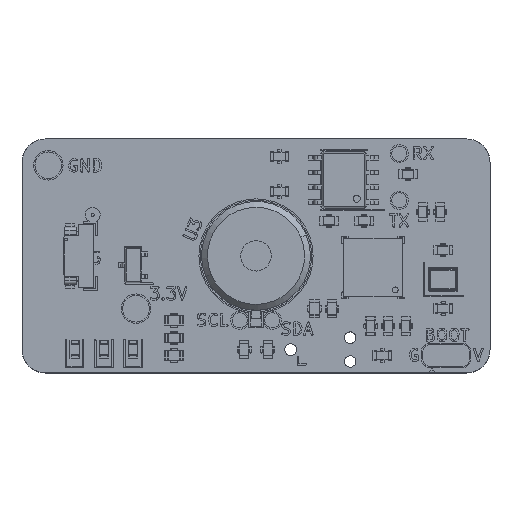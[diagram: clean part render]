
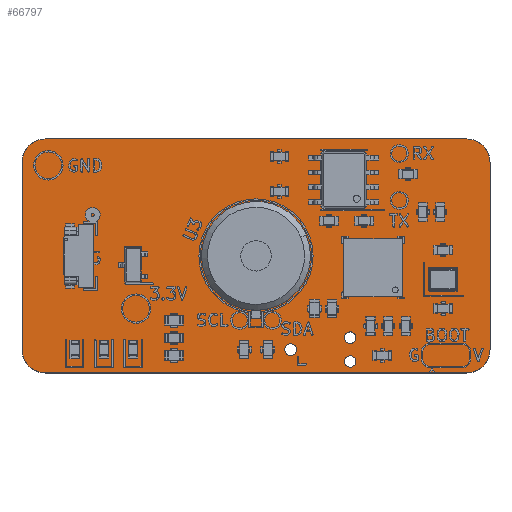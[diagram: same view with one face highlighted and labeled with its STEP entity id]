
A CAD part, top view. The second image highlights one B-rep face of the part: STEP entity #66797.
In plain terms, the highlighted planar face has unit normal (0, 0, 1).
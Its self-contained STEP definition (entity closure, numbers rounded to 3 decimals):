
#66797 = ADVANCED_FACE('',(#66798,#66932,#66943,#66954,#66965,#66976,
    #66987,#66998),#67009,.T.);
#66798 = FACE_BOUND('',#66799,.F.);
#66799 = EDGE_LOOP('',(#66800,#66811,#66819,#66827,#66835,#66844,#66852,
    #66860,#66868,#66877,#66885,#66893,#66901,#66910,#66918,#66926));
#66800 = ORIENTED_EDGE('',*,*,#66801,.T.);
#66801 = EDGE_CURVE('',#66802,#66804,#66806,.T.);
#66802 = VERTEX_POINT('',#66803);
#66803 = CARTESIAN_POINT('',(-19.997,8.143,1.56));
#66804 = VERTEX_POINT('',#66805);
#66805 = CARTESIAN_POINT('',(-18.143,9.997,1.56));
#66806 = CIRCLE('',#66807,2.003);
#66807 = AXIS2_PLACEMENT_3D('',#66808,#66809,#66810);
#66808 = CARTESIAN_POINT('',(-18.,8.,1.56));
#66809 = DIRECTION('',(0.,0.,-1.));
#66810 = DIRECTION('',(-0.997,0.071,0.));
#66811 = ORIENTED_EDGE('',*,*,#66812,.T.);
#66812 = EDGE_CURVE('',#66804,#66813,#66815,.T.);
#66813 = VERTEX_POINT('',#66814);
#66814 = CARTESIAN_POINT('',(-18.,10.,1.56));
#66815 = LINE('',#66816,#66817);
#66816 = CARTESIAN_POINT('',(-18.143,9.997,1.56));
#66817 = VECTOR('',#66818,1.);
#66818 = DIRECTION('',(1.,0.018,0.));
#66819 = ORIENTED_EDGE('',*,*,#66820,.T.);
#66820 = EDGE_CURVE('',#66813,#66821,#66823,.T.);
#66821 = VERTEX_POINT('',#66822);
#66822 = CARTESIAN_POINT('',(18.,10.,1.56));
#66823 = LINE('',#66824,#66825);
#66824 = CARTESIAN_POINT('',(-18.,10.,1.56));
#66825 = VECTOR('',#66826,1.);
#66826 = DIRECTION('',(1.,0.,0.));
#66827 = ORIENTED_EDGE('',*,*,#66828,.T.);
#66828 = EDGE_CURVE('',#66821,#66829,#66831,.T.);
#66829 = VERTEX_POINT('',#66830);
#66830 = CARTESIAN_POINT('',(18.143,9.997,1.56));
#66831 = LINE('',#66832,#66833);
#66832 = CARTESIAN_POINT('',(18.,10.,1.56));
#66833 = VECTOR('',#66834,1.);
#66834 = DIRECTION('',(1.,-0.018,0.));
#66835 = ORIENTED_EDGE('',*,*,#66836,.T.);
#66836 = EDGE_CURVE('',#66829,#66837,#66839,.T.);
#66837 = VERTEX_POINT('',#66838);
#66838 = CARTESIAN_POINT('',(19.997,8.143,1.56));
#66839 = CIRCLE('',#66840,2.003);
#66840 = AXIS2_PLACEMENT_3D('',#66841,#66842,#66843);
#66841 = CARTESIAN_POINT('',(18.,8.,1.56));
#66842 = DIRECTION('',(0.,0.,-1.));
#66843 = DIRECTION('',(0.071,0.997,0.));
#66844 = ORIENTED_EDGE('',*,*,#66845,.T.);
#66845 = EDGE_CURVE('',#66837,#66846,#66848,.T.);
#66846 = VERTEX_POINT('',#66847);
#66847 = CARTESIAN_POINT('',(20.,8.,1.56));
#66848 = LINE('',#66849,#66850);
#66849 = CARTESIAN_POINT('',(19.997,8.143,1.56));
#66850 = VECTOR('',#66851,1.);
#66851 = DIRECTION('',(0.018,-1.,0.));
#66852 = ORIENTED_EDGE('',*,*,#66853,.T.);
#66853 = EDGE_CURVE('',#66846,#66854,#66856,.T.);
#66854 = VERTEX_POINT('',#66855);
#66855 = CARTESIAN_POINT('',(20.,-8.,1.56));
#66856 = LINE('',#66857,#66858);
#66857 = CARTESIAN_POINT('',(20.,8.,1.56));
#66858 = VECTOR('',#66859,1.);
#66859 = DIRECTION('',(0.,-1.,0.));
#66860 = ORIENTED_EDGE('',*,*,#66861,.T.);
#66861 = EDGE_CURVE('',#66854,#66862,#66864,.T.);
#66862 = VERTEX_POINT('',#66863);
#66863 = CARTESIAN_POINT('',(19.997,-8.143,1.56));
#66864 = LINE('',#66865,#66866);
#66865 = CARTESIAN_POINT('',(20.,-8.,1.56));
#66866 = VECTOR('',#66867,1.);
#66867 = DIRECTION('',(-0.018,-1.,0.));
#66868 = ORIENTED_EDGE('',*,*,#66869,.T.);
#66869 = EDGE_CURVE('',#66862,#66870,#66872,.T.);
#66870 = VERTEX_POINT('',#66871);
#66871 = CARTESIAN_POINT('',(18.143,-9.997,1.56));
#66872 = CIRCLE('',#66873,2.003);
#66873 = AXIS2_PLACEMENT_3D('',#66874,#66875,#66876);
#66874 = CARTESIAN_POINT('',(18.,-8.,1.56));
#66875 = DIRECTION('',(0.,0.,-1.));
#66876 = DIRECTION('',(0.997,-0.071,0.));
#66877 = ORIENTED_EDGE('',*,*,#66878,.T.);
#66878 = EDGE_CURVE('',#66870,#66879,#66881,.T.);
#66879 = VERTEX_POINT('',#66880);
#66880 = CARTESIAN_POINT('',(18.,-10.,1.56));
#66881 = LINE('',#66882,#66883);
#66882 = CARTESIAN_POINT('',(18.143,-9.997,1.56));
#66883 = VECTOR('',#66884,1.);
#66884 = DIRECTION('',(-1.,-0.018,0.));
#66885 = ORIENTED_EDGE('',*,*,#66886,.T.);
#66886 = EDGE_CURVE('',#66879,#66887,#66889,.T.);
#66887 = VERTEX_POINT('',#66888);
#66888 = CARTESIAN_POINT('',(-18.,-10.,1.56));
#66889 = LINE('',#66890,#66891);
#66890 = CARTESIAN_POINT('',(18.,-10.,1.56));
#66891 = VECTOR('',#66892,1.);
#66892 = DIRECTION('',(-1.,0.,0.));
#66893 = ORIENTED_EDGE('',*,*,#66894,.T.);
#66894 = EDGE_CURVE('',#66887,#66895,#66897,.T.);
#66895 = VERTEX_POINT('',#66896);
#66896 = CARTESIAN_POINT('',(-18.143,-9.997,1.56));
#66897 = LINE('',#66898,#66899);
#66898 = CARTESIAN_POINT('',(-18.,-10.,1.56));
#66899 = VECTOR('',#66900,1.);
#66900 = DIRECTION('',(-1.,0.018,0.));
#66901 = ORIENTED_EDGE('',*,*,#66902,.T.);
#66902 = EDGE_CURVE('',#66895,#66903,#66905,.T.);
#66903 = VERTEX_POINT('',#66904);
#66904 = CARTESIAN_POINT('',(-19.997,-8.143,1.56));
#66905 = CIRCLE('',#66906,2.003);
#66906 = AXIS2_PLACEMENT_3D('',#66907,#66908,#66909);
#66907 = CARTESIAN_POINT('',(-18.,-8.,1.56));
#66908 = DIRECTION('',(0.,0.,-1.));
#66909 = DIRECTION('',(-0.071,-0.997,-0.));
#66910 = ORIENTED_EDGE('',*,*,#66911,.T.);
#66911 = EDGE_CURVE('',#66903,#66912,#66914,.T.);
#66912 = VERTEX_POINT('',#66913);
#66913 = CARTESIAN_POINT('',(-20.,-8.,1.56));
#66914 = LINE('',#66915,#66916);
#66915 = CARTESIAN_POINT('',(-19.997,-8.143,1.56));
#66916 = VECTOR('',#66917,1.);
#66917 = DIRECTION('',(-0.018,1.,0.));
#66918 = ORIENTED_EDGE('',*,*,#66919,.T.);
#66919 = EDGE_CURVE('',#66912,#66920,#66922,.T.);
#66920 = VERTEX_POINT('',#66921);
#66921 = CARTESIAN_POINT('',(-20.,8.,1.56));
#66922 = LINE('',#66923,#66924);
#66923 = CARTESIAN_POINT('',(-20.,-8.,1.56));
#66924 = VECTOR('',#66925,1.);
#66925 = DIRECTION('',(0.,1.,0.));
#66926 = ORIENTED_EDGE('',*,*,#66927,.T.);
#66927 = EDGE_CURVE('',#66920,#66802,#66928,.T.);
#66928 = LINE('',#66929,#66930);
#66929 = CARTESIAN_POINT('',(-20.,8.,1.56));
#66930 = VECTOR('',#66931,1.);
#66931 = DIRECTION('',(0.018,1.,0.));
#66932 = FACE_BOUND('',#66933,.F.);
#66933 = EDGE_LOOP('',(#66934));
#66934 = ORIENTED_EDGE('',*,*,#66935,.T.);
#66935 = EDGE_CURVE('',#66936,#66936,#66938,.T.);
#66936 = VERTEX_POINT('',#66937);
#66937 = CARTESIAN_POINT('',(8.535,-9.016,1.56));
#66938 = CIRCLE('',#66939,0.495);
#66939 = AXIS2_PLACEMENT_3D('',#66940,#66941,#66942);
#66940 = CARTESIAN_POINT('',(8.04,-9.016,1.56));
#66941 = DIRECTION('',(0.,0.,1.));
#66942 = DIRECTION('',(1.,0.,-0.));
#66943 = FACE_BOUND('',#66944,.F.);
#66944 = EDGE_LOOP('',(#66945));
#66945 = ORIENTED_EDGE('',*,*,#66946,.T.);
#66946 = EDGE_CURVE('',#66947,#66947,#66949,.T.);
#66947 = VERTEX_POINT('',#66948);
#66948 = CARTESIAN_POINT('',(3.455,-8.,1.56));
#66949 = CIRCLE('',#66950,0.495);
#66950 = AXIS2_PLACEMENT_3D('',#66951,#66952,#66953);
#66951 = CARTESIAN_POINT('',(2.96,-8.,1.56));
#66952 = DIRECTION('',(0.,0.,1.));
#66953 = DIRECTION('',(1.,0.,-0.));
#66954 = FACE_BOUND('',#66955,.F.);
#66955 = EDGE_LOOP('',(#66956));
#66956 = ORIENTED_EDGE('',*,*,#66957,.T.);
#66957 = EDGE_CURVE('',#66958,#66958,#66960,.T.);
#66958 = VERTEX_POINT('',#66959);
#66959 = CARTESIAN_POINT('',(8.535,-6.984,1.56));
#66960 = CIRCLE('',#66961,0.495);
#66961 = AXIS2_PLACEMENT_3D('',#66962,#66963,#66964);
#66962 = CARTESIAN_POINT('',(8.04,-6.984,1.56));
#66963 = DIRECTION('',(0.,0.,1.));
#66964 = DIRECTION('',(1.,0.,-0.));
#66965 = FACE_BOUND('',#66966,.F.);
#66966 = EDGE_LOOP('',(#66967));
#66967 = ORIENTED_EDGE('',*,*,#66968,.T.);
#66968 = EDGE_CURVE('',#66969,#66969,#66971,.T.);
#66969 = VERTEX_POINT('',#66970);
#66970 = CARTESIAN_POINT('',(-0.767,-2.698,1.56));
#66971 = CIRCLE('',#66972,0.35);
#66972 = AXIS2_PLACEMENT_3D('',#66973,#66974,#66975);
#66973 = CARTESIAN_POINT('',(-1.117,-2.698,1.56));
#66974 = DIRECTION('',(0.,0.,1.));
#66975 = DIRECTION('',(1.,0.,-0.));
#66976 = FACE_BOUND('',#66977,.F.);
#66977 = EDGE_LOOP('',(#66978));
#66978 = ORIENTED_EDGE('',*,*,#66979,.T.);
#66979 = EDGE_CURVE('',#66980,#66980,#66982,.T.);
#66980 = VERTEX_POINT('',#66981);
#66981 = CARTESIAN_POINT('',(1.467,-2.698,1.56));
#66982 = CIRCLE('',#66983,0.35);
#66983 = AXIS2_PLACEMENT_3D('',#66984,#66985,#66986);
#66984 = CARTESIAN_POINT('',(1.117,-2.698,1.56));
#66985 = DIRECTION('',(0.,0.,1.));
#66986 = DIRECTION('',(1.,0.,-0.));
#66987 = FACE_BOUND('',#66988,.F.);
#66988 = EDGE_LOOP('',(#66989));
#66989 = ORIENTED_EDGE('',*,*,#66990,.T.);
#66990 = EDGE_CURVE('',#66991,#66991,#66993,.T.);
#66991 = VERTEX_POINT('',#66992);
#66992 = CARTESIAN_POINT('',(-0.767,2.698,1.56));
#66993 = CIRCLE('',#66994,0.35);
#66994 = AXIS2_PLACEMENT_3D('',#66995,#66996,#66997);
#66995 = CARTESIAN_POINT('',(-1.117,2.698,1.56));
#66996 = DIRECTION('',(0.,0.,1.));
#66997 = DIRECTION('',(1.,0.,-0.));
#66998 = FACE_BOUND('',#66999,.F.);
#66999 = EDGE_LOOP('',(#67000));
#67000 = ORIENTED_EDGE('',*,*,#67001,.T.);
#67001 = EDGE_CURVE('',#67002,#67002,#67004,.T.);
#67002 = VERTEX_POINT('',#67003);
#67003 = CARTESIAN_POINT('',(1.467,2.698,1.56));
#67004 = CIRCLE('',#67005,0.35);
#67005 = AXIS2_PLACEMENT_3D('',#67006,#67007,#67008);
#67006 = CARTESIAN_POINT('',(1.117,2.698,1.56));
#67007 = DIRECTION('',(0.,0.,1.));
#67008 = DIRECTION('',(1.,0.,-0.));
#67009 = PLANE('',#67010);
#67010 = AXIS2_PLACEMENT_3D('',#67011,#67012,#67013);
#67011 = CARTESIAN_POINT('',(0.,0.,1.56));
#67012 = DIRECTION('',(0.,0.,1.));
#67013 = DIRECTION('',(1.,0.,-0.));
